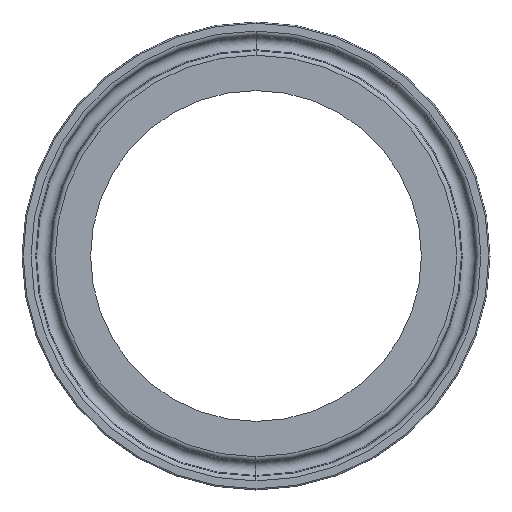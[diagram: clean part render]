
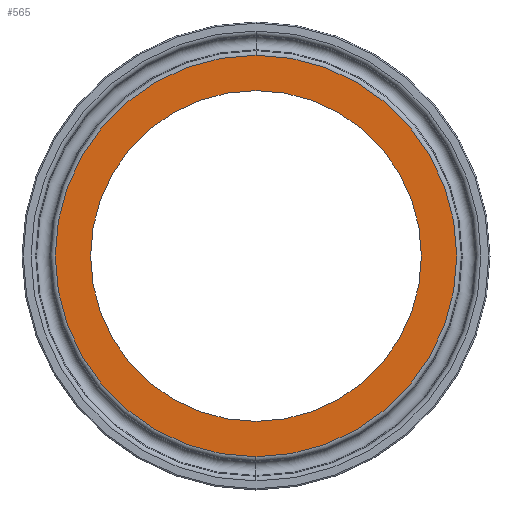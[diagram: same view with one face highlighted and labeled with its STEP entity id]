
A CAD part, left-side view. The second image highlights one B-rep face of the part: STEP entity #565.
In plain terms, the highlighted planar face has unit normal (-1, 0, 0).
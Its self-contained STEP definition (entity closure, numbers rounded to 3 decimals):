
#9 = DIRECTION ( 'NONE',  ( 0., 0., 1. ) ) ;
#15 = CIRCLE ( 'NONE', #685, 27.395 ) ;
#17 = EDGE_CURVE ( 'NONE', #220, #480, #15, .T. ) ;
#41 = DIRECTION ( 'NONE',  ( 0., 0., 1. ) ) ;
#70 = AXIS2_PLACEMENT_3D ( 'NONE', #646, #244, #185 ) ;
#71 = DIRECTION ( 'NONE',  ( -1., 0., 0. ) ) ;
#74 = PLANE ( 'NONE',  #745 ) ;
#79 = CARTESIAN_POINT ( 'NONE',  ( 0., 0., 27.395 ) ) ;
#167 = DIRECTION ( 'NONE',  ( -1., 0., 0. ) ) ;
#185 = DIRECTION ( 'NONE',  ( 0., 0., 1. ) ) ;
#220 = VERTEX_POINT ( 'NONE', #689 ) ;
#244 = DIRECTION ( 'NONE',  ( -1., 0., 0. ) ) ;
#255 = CIRCLE ( 'NONE', #716, 33.247 ) ;
#259 = CARTESIAN_POINT ( 'NONE',  ( 0., 0., 33.247 ) ) ;
#289 = CARTESIAN_POINT ( 'NONE',  ( 0., 0., 0. ) ) ;
#313 = EDGE_LOOP ( 'NONE', ( #527, #441 ) ) ;
#316 = DIRECTION ( 'NONE',  ( 0., 0., -1. ) ) ;
#326 = DIRECTION ( 'NONE',  ( -1., 0., 0. ) ) ;
#336 = EDGE_LOOP ( 'NONE', ( #517, #653 ) ) ;
#380 = EDGE_CURVE ( 'NONE', #684, #445, #255, .T. ) ;
#417 = CIRCLE ( 'NONE', #475, 33.247 ) ;
#418 = DIRECTION ( 'NONE',  ( 1., 0., 0. ) ) ;
#441 = ORIENTED_EDGE ( 'NONE', *, *, #577, .T. ) ;
#445 = VERTEX_POINT ( 'NONE', #605 ) ;
#448 = CIRCLE ( 'NONE', #70, 27.395 ) ;
#475 = AXIS2_PLACEMENT_3D ( 'NONE', #637, #71, #9 ) ;
#476 = CARTESIAN_POINT ( 'NONE',  ( 0., 33.247, 0. ) ) ;
#480 = VERTEX_POINT ( 'NONE', #79 ) ;
#517 = ORIENTED_EDGE ( 'NONE', *, *, #586, .F. ) ;
#518 = DIRECTION ( 'NONE',  ( 0., 0., 1. ) ) ;
#527 = ORIENTED_EDGE ( 'NONE', *, *, #380, .T. ) ;
#561 = CARTESIAN_POINT ( 'NONE',  ( 0., 0., 0. ) ) ;
#565 = ADVANCED_FACE ( 'NONE', ( #596, #709 ), #74, .F. ) ;
#577 = EDGE_CURVE ( 'NONE', #445, #684, #417, .T. ) ;
#586 = EDGE_CURVE ( 'NONE', #480, #220, #448, .T. ) ;
#596 = FACE_BOUND ( 'NONE', #336, .T. ) ;
#605 = CARTESIAN_POINT ( 'NONE',  ( 0., 0., -33.247 ) ) ;
#637 = CARTESIAN_POINT ( 'NONE',  ( 0., 0., 0. ) ) ;
#646 = CARTESIAN_POINT ( 'NONE',  ( 0., 0., 0. ) ) ;
#653 = ORIENTED_EDGE ( 'NONE', *, *, #17, .F. ) ;
#684 = VERTEX_POINT ( 'NONE', #259 ) ;
#685 = AXIS2_PLACEMENT_3D ( 'NONE', #561, #326, #41 ) ;
#689 = CARTESIAN_POINT ( 'NONE',  ( 0., 0., -27.395 ) ) ;
#709 = FACE_OUTER_BOUND ( 'NONE', #313, .T. ) ;
#716 = AXIS2_PLACEMENT_3D ( 'NONE', #289, #167, #518 ) ;
#745 = AXIS2_PLACEMENT_3D ( 'NONE', #476, #418, #316 ) ;
